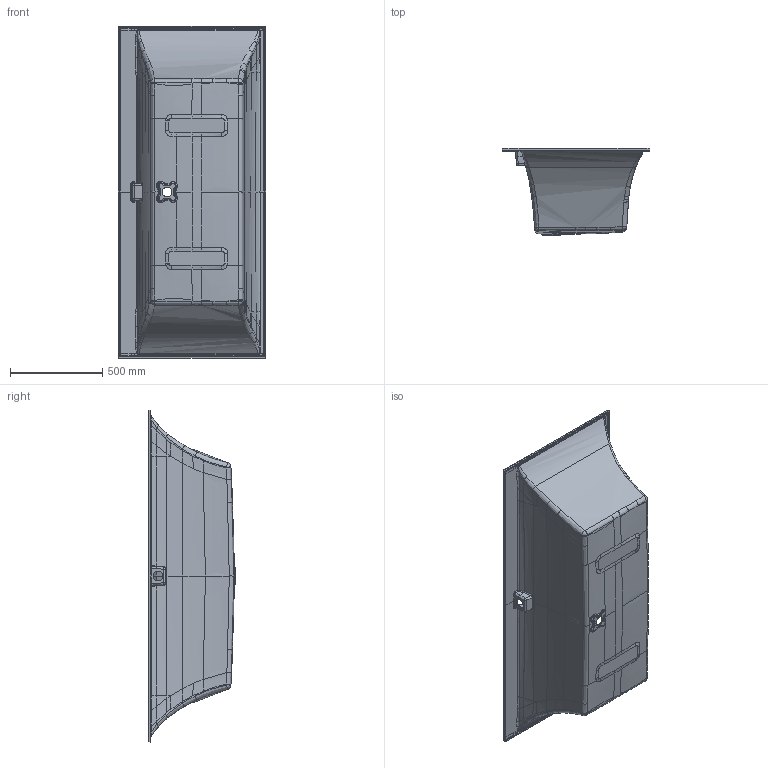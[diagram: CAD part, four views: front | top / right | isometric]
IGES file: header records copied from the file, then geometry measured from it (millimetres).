
Start section:  PTC IGES file: Squaro_Edge_12_180x80_rect.igs
Global section: file name: Squaro_Edge_12_180x80_rect.igs; native system: Creo Parametric by Parametric Technology Corporation; preprocessor: 2012480; author: radixh; organization: Unknown; date: 20130313.114214; units: millimetre
Bounding box: 800 x 471.5 x 1800 mm (x, y, z)
Volume: 26563791.2 mm3; surface area: 5471697.2 mm2
Topology: 1 solids, 1 shells, 686 faces, 1596 edges, 918 vertices
Faces by surface type: bspline 615, revolution 71
